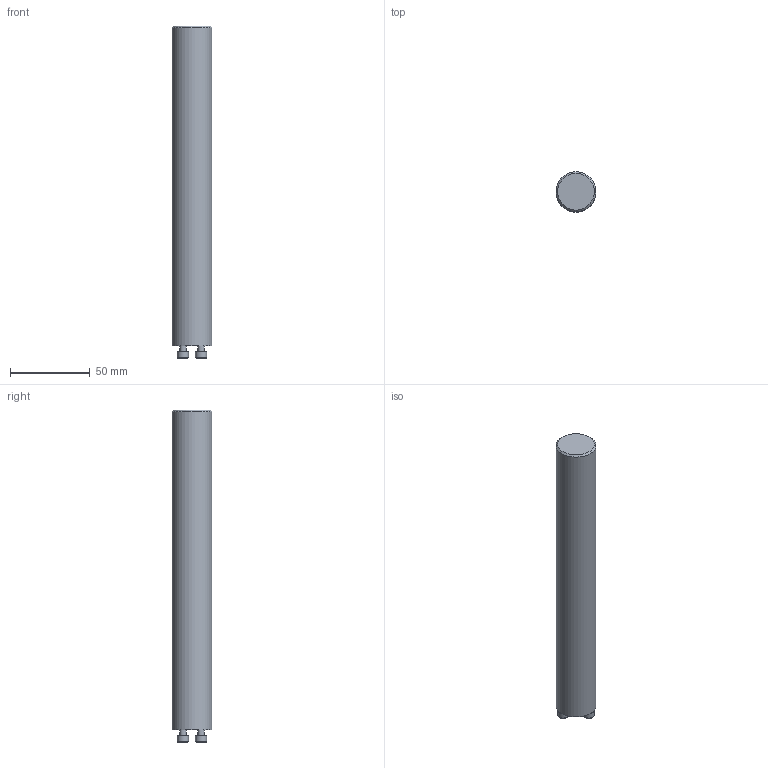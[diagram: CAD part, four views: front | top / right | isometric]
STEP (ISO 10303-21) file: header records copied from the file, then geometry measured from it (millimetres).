
FILE_DESCRIPTION(/* description */ (''),/* implementation_level */ '2;1');
FILE_NAME(/* name */ 'toolcomp_1.stp',/* time_stamp */ '2019-08-14T14:48:37+02:00',/* author */ (''),/* organization */ ('SMS'),/* preprocessor_version */ 'ST-DEVELOPER v15',/* originating_system */ 'SIEMENS PLM Software NX 8.5',/* authorisation */ '');
FILE_SCHEMA (('AUTOMOTIVE_DESIGN { 1 0 10303 214 3 1 1 1 }'));
Length unit declared in the file: millimetre
Products named in the file (1): TOOLCOMP_1
Bounding box: 24.98 x 24.98 x 207.61 mm (x, y, z)
Volume: 98533.1 mm3; surface area: 17233.1 mm2
Topology: 1 solids, 1 shells, 79 faces, 151 edges, 82 vertices
Faces by surface type: plane 44, cone 22, cylinder 7, torus 6
Full cylindrical faces by diameter (mm): 4 x3, 7 x3, 24.983 x1
Entity records: 1929 total; most frequent: CARTESIAN_POINT 382, DIRECTION 334, ORIENTED_EDGE 258, AXIS2_PLACEMENT_3D 140, EDGE_CURVE 129, EDGE_LOOP 102, ADVANCED_FACE 79, VERTEX_POINT 78
